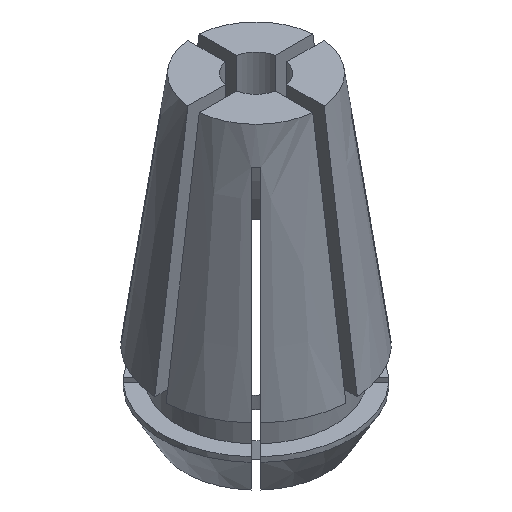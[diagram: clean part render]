
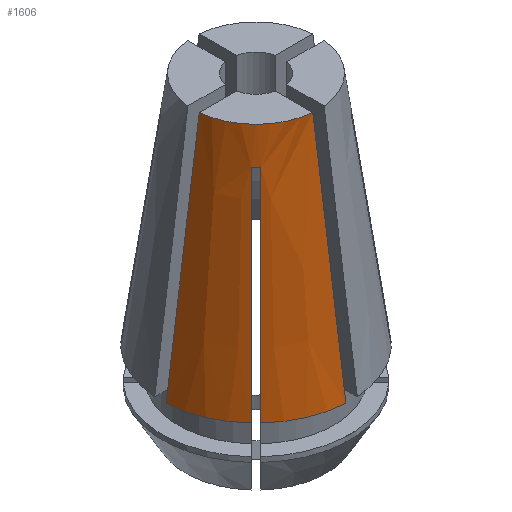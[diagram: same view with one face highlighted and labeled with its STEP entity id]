
A CAD part, isometric view. The second image highlights one B-rep face of the part: STEP entity #1606.
In plain terms, the highlighted conical face has half-angle 8 degrees and reference radius 8.464 mm.
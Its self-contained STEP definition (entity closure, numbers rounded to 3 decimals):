
#43 = CIRCLE ( 'NONE', #3360, 8.464 ) ;
#51 = CARTESIAN_POINT ( 'NONE',  ( -5.399, -5.823, -17.077 ) ) ;
#59 = CARTESIAN_POINT ( 'NONE',  ( -5.823, -5.399, -17.077 ) ) ;
#145 = CARTESIAN_POINT ( 'NONE',  ( 0., 0., -20.8 ) ) ;
#169 = CARTESIAN_POINT ( 'NONE',  ( 0., 0., -20.8 ) ) ;
#244 = CARTESIAN_POINT ( 'NONE',  ( -0.5, -6.496, -6.933 ) ) ;
#249 = CARTESIAN_POINT ( 'NONE',  ( -3.999, -4.424, -3.008 ) ) ;
#254 = CARTESIAN_POINT ( 'NONE',  ( -0.5, -5.518, 0. ) ) ;
#325 = CARTESIAN_POINT ( 'NONE',  ( -8.449, -0.5, -20.8 ) ) ;
#415 = DIRECTION ( 'NONE',  ( 0., 0., 1. ) ) ;
#492 = CARTESIAN_POINT ( 'NONE',  ( -5.518, -0.5, 0. ) ) ;
#513 = CARTESIAN_POINT ( 'NONE',  ( -0.5, -7.473, -13.867 ) ) ;
#598 = AXIS2_PLACEMENT_3D ( 'NONE', #169, #707, #1248 ) ;
#600 = CARTESIAN_POINT ( 'NONE',  ( -5.769, -6.193, -20.8 ) ) ;
#647 = CARTESIAN_POINT ( 'NONE',  ( -4.863, -4.439, -7.424 ) ) ;
#707 = DIRECTION ( 'NONE',  ( 0., 0., -1. ) ) ;
#811 = CARTESIAN_POINT ( 'NONE',  ( -0.5, -5.518, 0. ) ) ;
#832 = CIRCLE ( 'NONE', #3207, 5.541 ) ;
#843 = CARTESIAN_POINT ( 'NONE',  ( -4.219, -4.643, -5.216 ) ) ;
#906 = CARTESIAN_POINT ( 'NONE',  ( -5.453, -5.029, -13.355 ) ) ;
#907 = DIRECTION ( 'NONE',  ( 1., 0., 0. ) ) ;
#924 = B_SPLINE_CURVE_WITH_KNOTS ( 'NONE', 3,
 ( #2214, #1110, #2503, #3342 ),
 .UNSPECIFIED., .F., .F.,
 ( 4, 4 ),
 ( 0.004, 0.005 ),
 .UNSPECIFIED. ) ;
#929 = CARTESIAN_POINT ( 'NONE',  ( -0.5, -8.449, -20.8 ) ) ;
#970 = CARTESIAN_POINT ( 'NONE',  ( -8.449, -0.5, -20.8 ) ) ;
#1110 = CARTESIAN_POINT ( 'NONE',  ( -4.289, -4.146, -2.997 ) ) ;
#1125 = CARTESIAN_POINT ( 'NONE',  ( -4.658, -5.082, -9.632 ) ) ;
#1135 = ORIENTED_EDGE ( 'NONE', *, *, #1366, .T. ) ;
#1178 = CARTESIAN_POINT ( 'NONE',  ( -4.643, -4.219, -5.216 ) ) ;
#1248 = DIRECTION ( 'NONE',  ( -1., 0., 0. ) ) ;
#1259 = ORIENTED_EDGE ( 'NONE', *, *, #3549, .F. ) ;
#1311 = CARTESIAN_POINT ( 'NONE',  ( -0.5, -8.449, -20.8 ) ) ;
#1329 = CARTESIAN_POINT ( 'NONE',  ( -6.193, -5.769, -20.8 ) ) ;
#1366 = EDGE_CURVE ( 'NONE', #1592, #3392, #3102, .T. ) ;
#1382 = ORIENTED_EDGE ( 'NONE', *, *, #2785, .T. ) ;
#1466 = EDGE_CURVE ( 'NONE', #3079, #1775, #2625, .T. ) ;
#1518 = DIRECTION ( 'NONE',  ( 0., 0., 1. ) ) ;
#1570 = FACE_OUTER_BOUND ( 'NONE', #2163, .T. ) ;
#1591 = VERTEX_POINT ( 'NONE', #970 ) ;
#1592 = VERTEX_POINT ( 'NONE', #2369 ) ;
#1606 = ADVANCED_FACE ( 'NONE', ( #1570 ), #1956, .T. ) ;
#1671 = CIRCLE ( 'NONE', #3013, 8.464 ) ;
#1682 = CARTESIAN_POINT ( 'NONE',  ( -6.496, -0.5, -6.933 ) ) ;
#1688 = CARTESIAN_POINT ( 'NONE',  ( -7.473, -0.5, -13.867 ) ) ;
#1775 = VERTEX_POINT ( 'NONE', #1329 ) ;
#1798 = ORIENTED_EDGE ( 'NONE', *, *, #3087, .T. ) ;
#1828 = B_SPLINE_CURVE_WITH_KNOTS ( 'NONE', 3,
 ( #2781, #1682, #1688, #325 ),
 .UNSPECIFIED., .F., .F.,
 ( 4, 4 ),
 ( 0.018, 0.039 ),
 .UNSPECIFIED. ) ;
#1956 = CONICAL_SURFACE ( 'NONE', #598, 8.464, 0.14 ) ;
#2006 = CARTESIAN_POINT ( 'NONE',  ( -6.193, -5.769, -20.8 ) ) ;
#2094 = DIRECTION ( 'NONE',  ( 1., 0., 0. ) ) ;
#2163 = EDGE_LOOP ( 'NONE', ( #2173, #3332, #1135, #1382, #2302, #1259, #3070, #1798 ) ) ;
#2173 = ORIENTED_EDGE ( 'NONE', *, *, #1466, .F. ) ;
#2214 = CARTESIAN_POINT ( 'NONE',  ( -4.424, -3.999, -3.008 ) ) ;
#2236 = CARTESIAN_POINT ( 'NONE',  ( -5.029, -5.453, -13.355 ) ) ;
#2267 = CARTESIAN_POINT ( 'NONE',  ( -5.082, -4.658, -9.632 ) ) ;
#2302 = ORIENTED_EDGE ( 'NONE', *, *, #3164, .F. ) ;
#2369 = CARTESIAN_POINT ( 'NONE',  ( -3.999, -4.424, -3.008 ) ) ;
#2425 = CARTESIAN_POINT ( 'NONE',  ( -4.439, -4.863, -7.424 ) ) ;
#2503 = CARTESIAN_POINT ( 'NONE',  ( -4.147, -4.288, -2.997 ) ) ;
#2514 = CARTESIAN_POINT ( 'NONE',  ( -5.769, -6.193, -20.8 ) ) ;
#2615 = CARTESIAN_POINT ( 'NONE',  ( 0., 0., 0. ) ) ;
#2625 = B_SPLINE_CURVE_WITH_KNOTS ( 'NONE', 3,
 ( #3101, #1178, #647, #2267, #906, #59, #2006 ),
 .UNSPECIFIED., .F., .F.,
 ( 4, 3, 4 ),
 ( 0.003, 0.01, 0.021 ),
 .UNSPECIFIED. ) ;
#2649 = DIRECTION ( 'NONE',  ( 0., 0., 1. ) ) ;
#2702 = EDGE_CURVE ( 'NONE', #3079, #1592, #924, .T. ) ;
#2719 = VERTEX_POINT ( 'NONE', #811 ) ;
#2723 = EDGE_CURVE ( 'NONE', #3173, #1591, #1828, .T. ) ;
#2781 = CARTESIAN_POINT ( 'NONE',  ( -5.518, -0.5, 0. ) ) ;
#2785 = EDGE_CURVE ( 'NONE', #3392, #3474, #43, .T. ) ;
#2859 = DIRECTION ( 'NONE',  ( 1., 0., 0. ) ) ;
#3013 = AXIS2_PLACEMENT_3D ( 'NONE', #145, #2649, #2859 ) ;
#3070 = ORIENTED_EDGE ( 'NONE', *, *, #2723, .T. ) ;
#3079 = VERTEX_POINT ( 'NONE', #3416 ) ;
#3087 = EDGE_CURVE ( 'NONE', #1591, #1775, #1671, .T. ) ;
#3101 = CARTESIAN_POINT ( 'NONE',  ( -4.424, -3.999, -3.008 ) ) ;
#3102 = B_SPLINE_CURVE_WITH_KNOTS ( 'NONE', 3,
 ( #249, #843, #2425, #1125, #2236, #51, #600 ),
 .UNSPECIFIED., .F., .F.,
 ( 4, 3, 4 ),
 ( 0.003, 0.01, 0.021 ),
 .UNSPECIFIED. ) ;
#3154 = CARTESIAN_POINT ( 'NONE',  ( 0., 0., -20.8 ) ) ;
#3164 = EDGE_CURVE ( 'NONE', #2719, #3474, #3192, .T. ) ;
#3173 = VERTEX_POINT ( 'NONE', #492 ) ;
#3192 = B_SPLINE_CURVE_WITH_KNOTS ( 'NONE', 3,
 ( #254, #244, #513, #1311 ),
 .UNSPECIFIED., .F., .F.,
 ( 4, 4 ),
 ( 0.018, 0.039 ),
 .UNSPECIFIED. ) ;
#3207 = AXIS2_PLACEMENT_3D ( 'NONE', #2615, #1518, #907 ) ;
#3332 = ORIENTED_EDGE ( 'NONE', *, *, #2702, .T. ) ;
#3342 = CARTESIAN_POINT ( 'NONE',  ( -3.999, -4.424, -3.008 ) ) ;
#3360 = AXIS2_PLACEMENT_3D ( 'NONE', #3154, #415, #2094 ) ;
#3392 = VERTEX_POINT ( 'NONE', #2514 ) ;
#3416 = CARTESIAN_POINT ( 'NONE',  ( -4.424, -3.999, -3.008 ) ) ;
#3474 = VERTEX_POINT ( 'NONE', #929 ) ;
#3549 = EDGE_CURVE ( 'NONE', #3173, #2719, #832, .T. ) ;
